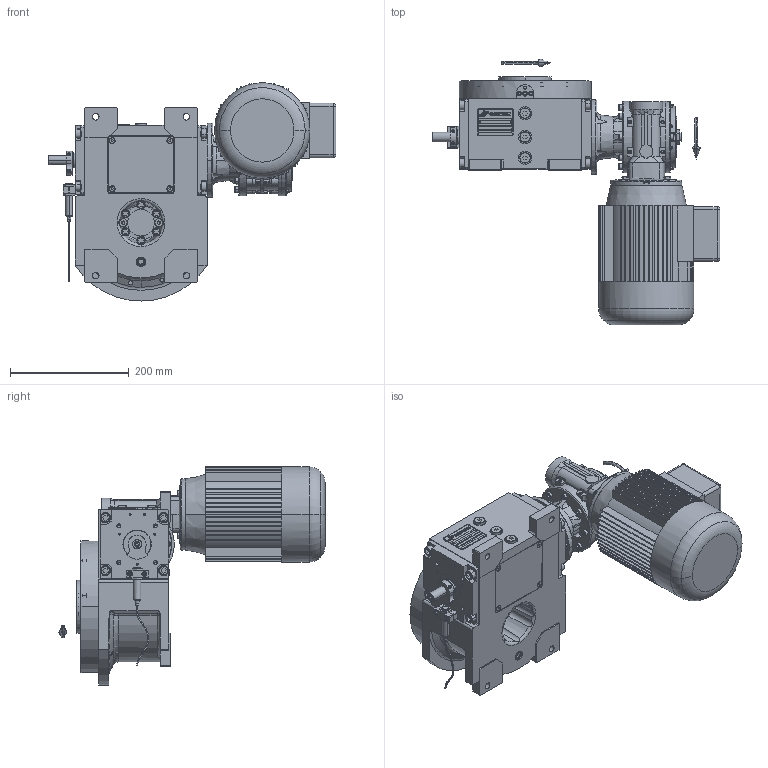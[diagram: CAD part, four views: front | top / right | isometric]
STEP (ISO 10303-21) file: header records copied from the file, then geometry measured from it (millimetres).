
FILE_DESCRIPTION (( 'STEP AP203' ), '1' );
FILE_NAME ('PC5201717.step', '2025-12-02T14:48:01', ( '' ), ( '' ), 'SwSTEP 2.0', 'SolidWorks 2020', '' );
FILE_SCHEMA (( 'CONFIG_CONTROL_DESIGN' ));
Length unit declared in the file: millimetre
Products named in the file (85): cfn2115_02_165; AS_900_38_30_003; cfn2000_01_124; cfn2107_01_001; CFN2356_03_047.stp; cfn2000_01_103; rig06_002_bl_001; AS_rig06_004_s_001; cfn2000_01_126; CFN2010_02_002.stp; rig06_015; cfn2077_01_018; cfn2401_01_003; AS_rig06_002_bl_001; cfn2003_01_054; rig06_007_master; CFN2010_01_012.stp; AS_rig06_016; PC5201717; AS_rig06_015; rig06_004; AS_cfn2476_01_002_60x46; RMI50_F1_LCB_SX_80B14; cfn2155_01_056; cfn2276_01_074; 900_38_30_003; freccia_angolare_albero; cfn2104_01_016; cfn2128_04_004; AS_rig06_071_10_m; cfn2128_19_002; rig06_001_a; cfn2400_04_003; TN80C4B14; cfn2151_01_090; rig06_071_10_m_asm.stp; CFN2104_02_017.stp; AS_rig06_004; CFN2000_01_185.stp; cfn2115_01_005 ...
Assembly tree (79 placements, depth 5):
  cfn2115_02_165
  CFN2356_03_047.stp
  cfn2077_01_018
  rig06_007_master
  CFN2010_01_012.stp
Bounding box: 484.5 x 447.5 x 367 mm (x, y, z)
Volume: 7682402 mm3; surface area: 1270410.7 mm2
Topology: 69 solids, 71 shells, 3941 faces, 9946 edges, 6337 vertices
Faces by surface type: plane 1913, cylinder 1255, cone 568, torus 173, bspline 22, sphere 10
Entity records: 139508 total; most frequent: CARTESIAN_POINT 38823, DIRECTION 19221, ORIENTED_EDGE 19020, EDGE_CURVE 9512, AXIS2_PLACEMENT_3D 6907, VERTEX_POINT 6132, VECTOR 5407, LINE 5407
